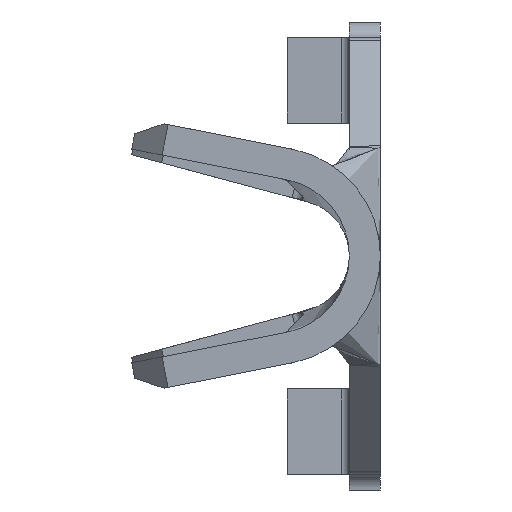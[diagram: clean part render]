
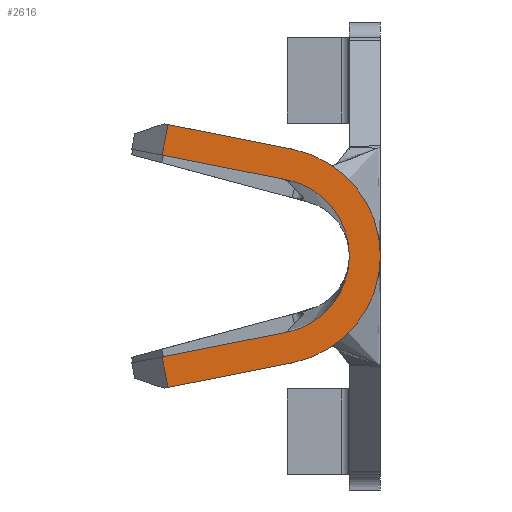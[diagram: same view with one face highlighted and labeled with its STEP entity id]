
A CAD part, left-side view. The second image highlights one B-rep face of the part: STEP entity #2616.
In plain terms, the highlighted planar face has unit normal (-1, 0, 0).
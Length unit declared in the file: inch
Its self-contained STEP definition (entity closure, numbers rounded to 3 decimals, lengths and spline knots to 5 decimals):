
#75 = ORIENTED_EDGE ( 'NONE', *, *, #2492, .T. ) ;
#120 = VERTEX_POINT ( 'NONE', #1462 ) ;
#297 = CARTESIAN_POINT ( 'NONE',  ( -0.467, 0.1365, -0.08448 ) ) ;
#316 = CIRCLE ( 'NONE', #5050, 0.07 ) ;
#340 = LINE ( 'NONE', #366, #5164 ) ;
#366 = CARTESIAN_POINT ( 'NONE',  ( -0.467, 0.05644, 0.06867 ) ) ;
#374 = DIRECTION ( 'NONE',  ( 0., 0., 1. ) ) ;
#459 = CIRCLE ( 'NONE', #4607, 0.05 ) ;
#550 = EDGE_CURVE ( 'NONE', #6396, #7029, #2462, .T. ) ;
#707 = LINE ( 'NONE', #2958, #6366 ) ;
#765 = EDGE_LOOP ( 'NONE', ( #7283, #75, #5005, #6365, #2519, #909, #2276, #5752 ) ) ;
#863 = LINE ( 'NONE', #3120, #2936 ) ;
#909 = ORIENTED_EDGE ( 'NONE', *, *, #550, .T. ) ;
#1126 = LINE ( 'NONE', #3382, #2701 ) ;
#1462 = CARTESIAN_POINT ( 'NONE',  ( -0.467, 0.05644, 0.06867 ) ) ;
#1477 = DIRECTION ( 'NONE',  ( -1., 0., 0. ) ) ;
#1597 = EDGE_CURVE ( 'NONE', #7029, #1700, #1126, .T. ) ;
#1700 = VERTEX_POINT ( 'NONE', #3566 ) ;
#1747 = LINE ( 'NONE', #4016, #3735 ) ;
#1808 = EDGE_CURVE ( 'NONE', #1700, #120, #316, .T. ) ;
#1841 = AXIS2_PLACEMENT_3D ( 'NONE', #6552, #1477, #3744 ) ;
#2032 = FACE_OUTER_BOUND ( 'NONE', #765, .T. ) ;
#2231 = DIRECTION ( 'NONE',  ( 1., 0., 0. ) ) ;
#2276 = ORIENTED_EDGE ( 'NONE', *, *, #1597, .T. ) ;
#2402 = CARTESIAN_POINT ( 'NONE',  ( -0.467, 0.1365, 0.08448 ) ) ;
#2462 = LINE ( 'NONE', #4738, #5294 ) ;
#2492 = EDGE_CURVE ( 'NONE', #2536, #5901, #1747, .T. ) ;
#2519 = ORIENTED_EDGE ( 'NONE', *, *, #5196, .T. ) ;
#2536 = VERTEX_POINT ( 'NONE', #2402 ) ;
#2616 = ADVANCED_FACE ( 'NONE', ( #2032 ), #4300, .T. ) ;
#2619 = DIRECTION ( 'NONE',  ( 0., 0.981, 0.194 ) ) ;
#2701 = VECTOR ( 'NONE', #5644, 39.37008 ) ;
#2936 = VECTOR ( 'NONE', #5384, 39.37008 ) ;
#2958 = CARTESIAN_POINT ( 'NONE',  ( -0.467, 0.06032, -0.04905 ) ) ;
#3120 = CARTESIAN_POINT ( 'NONE',  ( -0.467, 0.06032, 0.04905 ) ) ;
#3189 = CARTESIAN_POINT ( 'NONE',  ( -0.467, 0.07, 0. ) ) ;
#3227 = VERTEX_POINT ( 'NONE', #3690 ) ;
#3246 = EDGE_CURVE ( 'NONE', #5901, #4858, #863, .T. ) ;
#3382 = CARTESIAN_POINT ( 'NONE',  ( -0.467, 0.05644, -0.06867 ) ) ;
#3566 = CARTESIAN_POINT ( 'NONE',  ( -0.467, 0.05644, -0.06867 ) ) ;
#3690 = CARTESIAN_POINT ( 'NONE',  ( -0.467, 0.06032, -0.04905 ) ) ;
#3735 = VECTOR ( 'NONE', #6269, 39.37008 ) ;
#3744 = DIRECTION ( 'NONE',  ( 0., 0., 1. ) ) ;
#4016 = CARTESIAN_POINT ( 'NONE',  ( -0.467, 0.14038, 0.06486 ) ) ;
#4147 = CARTESIAN_POINT ( 'NONE',  ( -0.467, 0.14038, 0.06486 ) ) ;
#4300 = PLANE ( 'NONE',  #1841 ) ;
#4365 = EDGE_CURVE ( 'NONE', #120, #2536, #340, .T. ) ;
#4507 = DIRECTION ( 'NONE',  ( 0., 0., 1. ) ) ;
#4607 = AXIS2_PLACEMENT_3D ( 'NONE', #7307, #2231, #4507 ) ;
#4738 = CARTESIAN_POINT ( 'NONE',  ( -0.467, 0.13844, -0.07467 ) ) ;
#4858 = VERTEX_POINT ( 'NONE', #6213 ) ;
#5005 = ORIENTED_EDGE ( 'NONE', *, *, #3246, .T. ) ;
#5050 = AXIS2_PLACEMENT_3D ( 'NONE', #3189, #5453, #374 ) ;
#5164 = VECTOR ( 'NONE', #2619, 39.37008 ) ;
#5196 = EDGE_CURVE ( 'NONE', #3227, #6396, #707, .T. ) ;
#5229 = DIRECTION ( 'NONE',  ( 0., 0.981, -0.194 ) ) ;
#5263 = CARTESIAN_POINT ( 'NONE',  ( -0.467, 0.14038, -0.06486 ) ) ;
#5294 = VECTOR ( 'NONE', #6990, 39.37008 ) ;
#5384 = DIRECTION ( 'NONE',  ( 0., -0.981, -0.194 ) ) ;
#5453 = DIRECTION ( 'NONE',  ( -1., 0., 0. ) ) ;
#5644 = DIRECTION ( 'NONE',  ( 0., -0.981, 0.194 ) ) ;
#5752 = ORIENTED_EDGE ( 'NONE', *, *, #1808, .T. ) ;
#5901 = VERTEX_POINT ( 'NONE', #4147 ) ;
#6196 = EDGE_CURVE ( 'NONE', #4858, #3227, #459, .T. ) ;
#6213 = CARTESIAN_POINT ( 'NONE',  ( -0.467, 0.06032, 0.04905 ) ) ;
#6269 = DIRECTION ( 'NONE',  ( 0., 0.194, -0.981 ) ) ;
#6365 = ORIENTED_EDGE ( 'NONE', *, *, #6196, .T. ) ;
#6366 = VECTOR ( 'NONE', #5229, 39.37008 ) ;
#6396 = VERTEX_POINT ( 'NONE', #5263 ) ;
#6552 = CARTESIAN_POINT ( 'NONE',  ( -0.467, 0.07, 0. ) ) ;
#6990 = DIRECTION ( 'NONE',  ( 0., -0.194, -0.981 ) ) ;
#7029 = VERTEX_POINT ( 'NONE', #297 ) ;
#7283 = ORIENTED_EDGE ( 'NONE', *, *, #4365, .T. ) ;
#7307 = CARTESIAN_POINT ( 'NONE',  ( -0.467, 0.07, 0. ) ) ;
